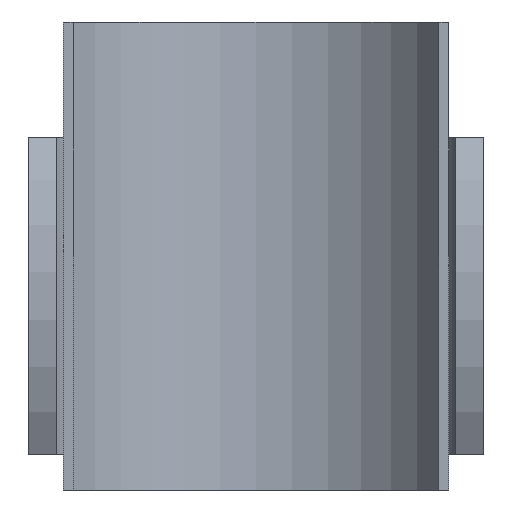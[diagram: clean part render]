
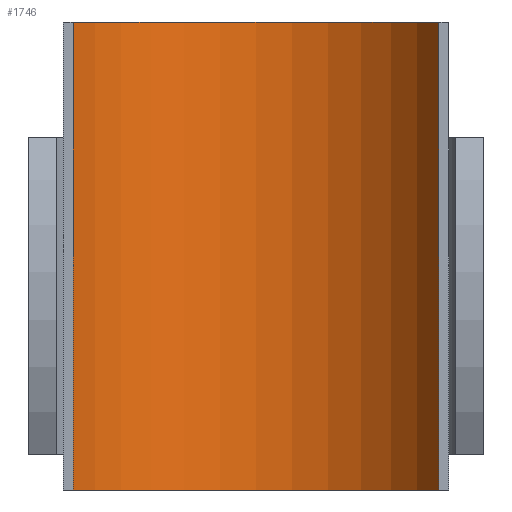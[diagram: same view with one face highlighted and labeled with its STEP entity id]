
A CAD part, front view. The second image highlights one B-rep face of the part: STEP entity #1746.
In plain terms, the highlighted cylindrical face has radius 15.5 mm (diameter 31 mm), a partial arc.
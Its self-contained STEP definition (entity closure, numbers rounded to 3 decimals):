
#32 = VERTEX_POINT ( 'NONE', #49 ) ;
#49 = CARTESIAN_POINT ( 'NONE',  ( 13.276, -7.5, -17. ) ) ;
#172 = CARTESIAN_POINT ( 'NONE',  ( -13.276, -7.5, 17. ) ) ;
#186 = DIRECTION ( 'NONE',  ( 0., 0., -1. ) ) ;
#502 = VECTOR ( 'NONE', #2935, 1000. ) ;
#822 = VECTOR ( 'NONE', #1000, 1000. ) ;
#872 = CARTESIAN_POINT ( 'NONE',  ( 13.276, -7.5, 17. ) ) ;
#938 = VERTEX_POINT ( 'NONE', #2439 ) ;
#998 = DIRECTION ( 'NONE',  ( 1., 0., 0. ) ) ;
#1000 = DIRECTION ( 'NONE',  ( 0., 0., -1. ) ) ;
#1074 = CIRCLE ( 'NONE', #2821, 15.5 ) ;
#1110 = CARTESIAN_POINT ( 'NONE',  ( 0., -15.5, 17. ) ) ;
#1181 = EDGE_CURVE ( 'NONE', #2098, #32, #3191, .T. ) ;
#1213 = ORIENTED_EDGE ( 'NONE', *, *, #3361, .T. ) ;
#1278 = VERTEX_POINT ( 'NONE', #1326 ) ;
#1326 = CARTESIAN_POINT ( 'NONE',  ( -13.276, -7.5, -17. ) ) ;
#1422 = FACE_OUTER_BOUND ( 'NONE', #3532, .T. ) ;
#1461 = ORIENTED_EDGE ( 'NONE', *, *, #1620, .F. ) ;
#1529 = AXIS2_PLACEMENT_3D ( 'NONE', #1110, #2348, #2271 ) ;
#1620 = EDGE_CURVE ( 'NONE', #938, #2098, #1074, .T. ) ;
#1746 = ADVANCED_FACE ( 'NONE', ( #1422 ), #2956, .F. ) ;
#1810 = CIRCLE ( 'NONE', #3941, 15.5 ) ;
#2013 = ORIENTED_EDGE ( 'NONE', *, *, #1181, .F. ) ;
#2056 = DIRECTION ( 'NONE',  ( 1., 0., 0. ) ) ;
#2098 = VERTEX_POINT ( 'NONE', #872 ) ;
#2271 = DIRECTION ( 'NONE',  ( -1., 0., 0. ) ) ;
#2348 = DIRECTION ( 'NONE',  ( 0., 0., -1. ) ) ;
#2439 = CARTESIAN_POINT ( 'NONE',  ( -13.276, -7.5, 17. ) ) ;
#2475 = EDGE_CURVE ( 'NONE', #938, #1278, #3240, .T. ) ;
#2821 = AXIS2_PLACEMENT_3D ( 'NONE', #2879, #3447, #998 ) ;
#2879 = CARTESIAN_POINT ( 'NONE',  ( 0., -15.5, 17. ) ) ;
#2935 = DIRECTION ( 'NONE',  ( 0., 0., -1. ) ) ;
#2956 = CYLINDRICAL_SURFACE ( 'NONE', #1529, 15.5 ) ;
#2966 = ORIENTED_EDGE ( 'NONE', *, *, #2475, .T. ) ;
#2981 = CARTESIAN_POINT ( 'NONE',  ( 0., -15.5, -17. ) ) ;
#3191 = LINE ( 'NONE', #3208, #822 ) ;
#3208 = CARTESIAN_POINT ( 'NONE',  ( 13.276, -7.5, 17. ) ) ;
#3240 = LINE ( 'NONE', #172, #502 ) ;
#3361 = EDGE_CURVE ( 'NONE', #1278, #32, #1810, .T. ) ;
#3447 = DIRECTION ( 'NONE',  ( 0., 0., -1. ) ) ;
#3532 = EDGE_LOOP ( 'NONE', ( #1213, #2013, #1461, #2966 ) ) ;
#3941 = AXIS2_PLACEMENT_3D ( 'NONE', #2981, #186, #2056 ) ;
